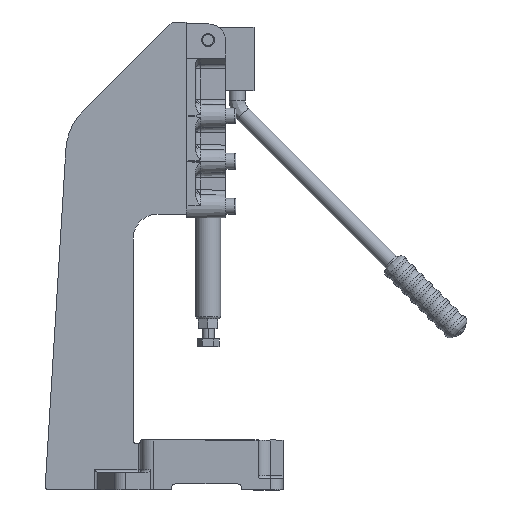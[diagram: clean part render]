
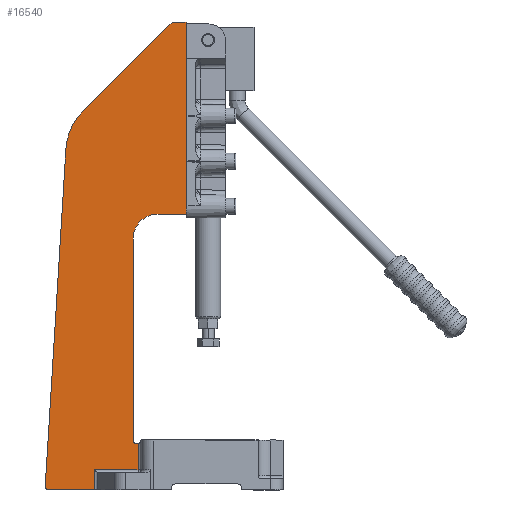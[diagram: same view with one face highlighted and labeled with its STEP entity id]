
A CAD part, front view. The second image highlights one B-rep face of the part: STEP entity #16540.
In plain terms, the highlighted planar face has unit normal (0, -1, 0).
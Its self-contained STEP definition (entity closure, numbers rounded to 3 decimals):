
#6 = CARTESIAN_POINT ( 'NONE',  ( 726.381, 733.221, -256.5 ) ) ;
#764 = EDGE_CURVE ( 'NONE', #16370, #20939, #885, .T. ) ;
#885 = CIRCLE ( 'NONE', #3317, 3.8 ) ;
#934 = FACE_OUTER_BOUND ( 'NONE', #9618, .T. ) ;
#1231 = VERTEX_POINT ( 'NONE', #13909 ) ;
#1236 = CARTESIAN_POINT ( 'NONE',  ( 790.058, 733.221, -25.5 ) ) ;
#1275 = ORIENTED_EDGE ( 'NONE', *, *, #1848, .T. ) ;
#1569 = LINE ( 'NONE', #13630, #11014 ) ;
#1630 = CARTESIAN_POINT ( 'NONE',  ( 757.796, 733.221, 60.385 ) ) ;
#1707 = DIRECTION ( 'NONE',  ( 0., 0., 1. ) ) ;
#1739 = DIRECTION ( 'NONE',  ( 0., 0., 1. ) ) ;
#1803 = DIRECTION ( 'NONE',  ( 0., 1., 0. ) ) ;
#1848 = EDGE_CURVE ( 'NONE', #11578, #12864, #11087, .T. ) ;
#1881 = EDGE_CURVE ( 'NONE', #14663, #20195, #6221, .T. ) ;
#2261 = CARTESIAN_POINT ( 'NONE',  ( 770.058, 733.221, -256.5 ) ) ;
#2291 = DIRECTION ( 'NONE',  ( 1., 0., 0. ) ) ;
#2427 = LINE ( 'NONE', #4772, #18778 ) ;
#2736 = DIRECTION ( 'NONE',  ( 0., -1., 0. ) ) ;
#2812 = PLANE ( 'NONE',  #11459 ) ;
#3241 = LINE ( 'NONE', #3360, #17551 ) ;
#3273 = CARTESIAN_POINT ( 'NONE',  ( 726.381, 733.221, -88.91 ) ) ;
#3317 = AXIS2_PLACEMENT_3D ( 'NONE', #18332, #19984, #15130 ) ;
#3360 = CARTESIAN_POINT ( 'NONE',  ( 808.058, 733.221, 195.5 ) ) ;
#4772 = CARTESIAN_POINT ( 'NONE',  ( 772.237, 733.221, -276.5 ) ) ;
#4843 = DIRECTION ( 'NONE',  ( 1., 0., 0. ) ) ;
#4917 = VERTEX_POINT ( 'NONE', #2261 ) ;
#4976 = VECTOR ( 'NONE', #14109, 1000. ) ;
#5291 = VERTEX_POINT ( 'NONE', #17947 ) ;
#5914 = VERTEX_POINT ( 'NONE', #7605 ) ;
#5955 = CARTESIAN_POINT ( 'NONE',  ( 772.237, 733.221, -88.91 ) ) ;
#6221 = LINE ( 'NONE', #3273, #19747 ) ;
#6736 = CARTESIAN_POINT ( 'NONE',  ( 765.058, 733.221, -88.91 ) ) ;
#6884 = CARTESIAN_POINT ( 'NONE',  ( 677.305, 733.221, -272.468 ) ) ;
#7166 = CARTESIAN_POINT ( 'NONE',  ( 697.878, 733.221, 63.525 ) ) ;
#7305 = CARTESIAN_POINT ( 'NONE',  ( 765.058, 733.221, -25.5 ) ) ;
#7605 = CARTESIAN_POINT ( 'NONE',  ( 818.058, 733.221, 191.5 ) ) ;
#8040 = LINE ( 'NONE', #21044, #15459 ) ;
#8288 = AXIS2_PLACEMENT_3D ( 'NONE', #19076, #11051, #9207 ) ;
#8351 = CIRCLE ( 'NONE', #16054, 3.8 ) ;
#8450 = DIRECTION ( 'NONE',  ( 0., 0., -1. ) ) ;
#8571 = ORIENTED_EDGE ( 'NONE', *, *, #1881, .T. ) ;
#8600 = ORIENTED_EDGE ( 'NONE', *, *, #16097, .F. ) ;
#8774 = VECTOR ( 'NONE', #2291, 1000. ) ;
#8826 = DIRECTION ( 'NONE',  ( 0., -1., 0. ) ) ;
#9076 = CARTESIAN_POINT ( 'NONE',  ( 697.878, 733.221, 63.525 ) ) ;
#9207 = DIRECTION ( 'NONE',  ( 0., 0., 1. ) ) ;
#9469 = CARTESIAN_POINT ( 'NONE',  ( 770.058, 733.221, -230.373 ) ) ;
#9618 = EDGE_LOOP ( 'NONE', ( #14680, #14209, #13225, #13769, #8571, #13050, #11220, #11672, #12422, #10187, #14798, #17330, #8600, #14151, #1275 ) ) ;
#9628 = DIRECTION ( 'NONE',  ( 0., 0., -1. ) ) ;
#10131 = VERTEX_POINT ( 'NONE', #14283 ) ;
#10187 = ORIENTED_EDGE ( 'NONE', *, *, #19125, .T. ) ;
#10422 = CARTESIAN_POINT ( 'NONE',  ( 772.237, 733.221, -256.5 ) ) ;
#10655 = VERTEX_POINT ( 'NONE', #16787 ) ;
#10751 = CARTESIAN_POINT ( 'NONE',  ( 677.298, 733.221, -272.7 ) ) ;
#10759 = VERTEX_POINT ( 'NONE', #20849 ) ;
#11014 = VECTOR ( 'NONE', #13561, 1000. ) ;
#11051 = DIRECTION ( 'NONE',  ( 0., 1., 0. ) ) ;
#11083 = DIRECTION ( 'NONE',  ( 0., 0., -1. ) ) ;
#11087 = CIRCLE ( 'NONE', #16512, 60. ) ;
#11120 = VECTOR ( 'NONE', #18143, 1000. ) ;
#11220 = ORIENTED_EDGE ( 'NONE', *, *, #18372, .T. ) ;
#11239 = CARTESIAN_POINT ( 'NONE',  ( 770.058, 733.221, -88.91 ) ) ;
#11352 = LINE ( 'NONE', #16130, #4976 ) ;
#11459 = AXIS2_PLACEMENT_3D ( 'NONE', #5955, #2736, #11083 ) ;
#11578 = VERTEX_POINT ( 'NONE', #20002 ) ;
#11672 = ORIENTED_EDGE ( 'NONE', *, *, #15708, .T. ) ;
#11939 = EDGE_CURVE ( 'NONE', #20939, #1231, #8351, .T. ) ;
#12132 = EDGE_CURVE ( 'NONE', #10131, #11578, #3241, .T. ) ;
#12325 = VECTOR ( 'NONE', #20313, 1000. ) ;
#12404 = CIRCLE ( 'NONE', #15400, 25. ) ;
#12422 = ORIENTED_EDGE ( 'NONE', *, *, #19363, .T. ) ;
#12709 = VECTOR ( 'NONE', #1739, 1000. ) ;
#12864 = VERTEX_POINT ( 'NONE', #9076 ) ;
#13050 = ORIENTED_EDGE ( 'NONE', *, *, #13857, .T. ) ;
#13055 = EDGE_CURVE ( 'NONE', #1231, #14663, #2427, .T. ) ;
#13225 = ORIENTED_EDGE ( 'NONE', *, *, #11939, .T. ) ;
#13501 = CARTESIAN_POINT ( 'NONE',  ( 726.381, 733.221, -276.5 ) ) ;
#13561 = DIRECTION ( 'NONE',  ( 1., 0., 0. ) ) ;
#13630 = CARTESIAN_POINT ( 'NONE',  ( 772.237, 733.221, 191.5 ) ) ;
#13637 = LINE ( 'NONE', #10422, #8774 ) ;
#13769 = ORIENTED_EDGE ( 'NONE', *, *, #13055, .T. ) ;
#13857 = EDGE_CURVE ( 'NONE', #20195, #4917, #13637, .T. ) ;
#13909 = CARTESIAN_POINT ( 'NONE',  ( 681.098, 733.221, -276.5 ) ) ;
#14109 = DIRECTION ( 'NONE',  ( 1., 0., 0. ) ) ;
#14112 = CIRCLE ( 'NONE', #8288, 4. ) ;
#14151 = ORIENTED_EDGE ( 'NONE', *, *, #12132, .T. ) ;
#14209 = ORIENTED_EDGE ( 'NONE', *, *, #764, .T. ) ;
#14283 = CARTESIAN_POINT ( 'NONE',  ( 804.058, 733.221, 191.5 ) ) ;
#14494 = LINE ( 'NONE', #11239, #12709 ) ;
#14571 = DIRECTION ( 'NONE',  ( 0., -1., 0. ) ) ;
#14663 = VERTEX_POINT ( 'NONE', #13501 ) ;
#14680 = ORIENTED_EDGE ( 'NONE', *, *, #15070, .F. ) ;
#14798 = ORIENTED_EDGE ( 'NONE', *, *, #20028, .T. ) ;
#15070 = EDGE_CURVE ( 'NONE', #16370, #12864, #16676, .T. ) ;
#15130 = DIRECTION ( 'NONE',  ( 0., 0., -1. ) ) ;
#15400 = AXIS2_PLACEMENT_3D ( 'NONE', #1236, #1803, #8450 ) ;
#15459 = VECTOR ( 'NONE', #20461, 1000. ) ;
#15708 = EDGE_CURVE ( 'NONE', #17866, #10655, #14112, .T. ) ;
#16054 = AXIS2_PLACEMENT_3D ( 'NONE', #18398, #8826, #20269 ) ;
#16097 = EDGE_CURVE ( 'NONE', #10131, #5914, #1569, .T. ) ;
#16130 = CARTESIAN_POINT ( 'NONE',  ( 772.237, 733.221, -0.5 ) ) ;
#16370 = VERTEX_POINT ( 'NONE', #6884 ) ;
#16489 = VERTEX_POINT ( 'NONE', #7305 ) ;
#16512 = AXIS2_PLACEMENT_3D ( 'NONE', #1630, #14571, #9628 ) ;
#16540 = ADVANCED_FACE ( 'NONE', ( #934 ), #2812, .T. ) ;
#16676 = LINE ( 'NONE', #7166, #12325 ) ;
#16787 = CARTESIAN_POINT ( 'NONE',  ( 765.058, 733.221, -226.5 ) ) ;
#17330 = ORIENTED_EDGE ( 'NONE', *, *, #20043, .F. ) ;
#17551 = VECTOR ( 'NONE', #19543, 1000. ) ;
#17866 = VERTEX_POINT ( 'NONE', #9469 ) ;
#17947 = CARTESIAN_POINT ( 'NONE',  ( 790.058, 733.221, -0.5 ) ) ;
#18143 = DIRECTION ( 'NONE',  ( 0., 0., 1. ) ) ;
#18332 = CARTESIAN_POINT ( 'NONE',  ( 681.098, 733.221, -272.7 ) ) ;
#18372 = EDGE_CURVE ( 'NONE', #4917, #17866, #14494, .T. ) ;
#18398 = CARTESIAN_POINT ( 'NONE',  ( 681.098, 733.221, -272.7 ) ) ;
#18778 = VECTOR ( 'NONE', #4843, 1000. ) ;
#19076 = CARTESIAN_POINT ( 'NONE',  ( 769.058, 733.221, -226.5 ) ) ;
#19125 = EDGE_CURVE ( 'NONE', #16489, #5291, #12404, .T. ) ;
#19363 = EDGE_CURVE ( 'NONE', #10655, #16489, #20582, .T. ) ;
#19543 = DIRECTION ( 'NONE',  ( -0.707, 0., -0.707 ) ) ;
#19747 = VECTOR ( 'NONE', #1707, 1000. ) ;
#19984 = DIRECTION ( 'NONE',  ( 0., -1., 0. ) ) ;
#20002 = CARTESIAN_POINT ( 'NONE',  ( 715.369, 733.221, 102.811 ) ) ;
#20028 = EDGE_CURVE ( 'NONE', #5291, #10759, #11352, .T. ) ;
#20043 = EDGE_CURVE ( 'NONE', #5914, #10759, #8040, .T. ) ;
#20195 = VERTEX_POINT ( 'NONE', #6 ) ;
#20269 = DIRECTION ( 'NONE',  ( 0., 0., -1. ) ) ;
#20313 = DIRECTION ( 'NONE',  ( 0.061, 0., 0.998 ) ) ;
#20461 = DIRECTION ( 'NONE',  ( 0., 0., -1. ) ) ;
#20582 = LINE ( 'NONE', #6736, #11120 ) ;
#20849 = CARTESIAN_POINT ( 'NONE',  ( 818.058, 733.221, -0.5 ) ) ;
#20939 = VERTEX_POINT ( 'NONE', #10751 ) ;
#21044 = CARTESIAN_POINT ( 'NONE',  ( 818.058, 733.221, -88.91 ) ) ;
